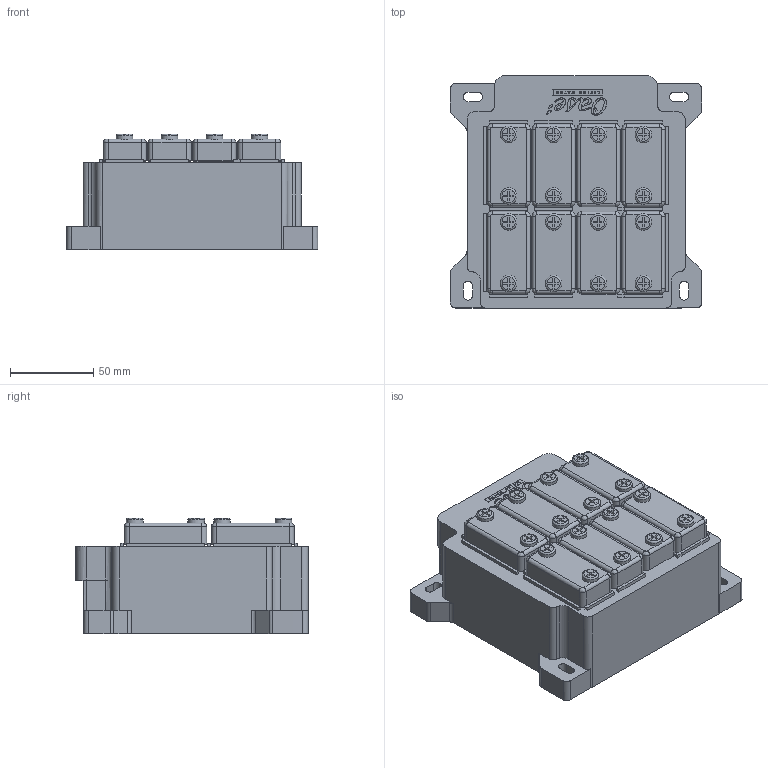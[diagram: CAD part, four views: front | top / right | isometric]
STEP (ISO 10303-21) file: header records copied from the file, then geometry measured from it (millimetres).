
FILE_DESCRIPTION(/* description */ (''),/* implementation_level */ '2;1');
FILE_NAME(/* name */ '70468_Underwater led driver compact.stp',/* time_stamp */ '2019-01-04T10:32:38+01:00',/* author */ ('guzb562'),/* organization */ (''),/* preprocessor_version */ 'ST-DEVELOPER v17.2',/* originating_system */ 'Autodesk Inventor 2019',/* authorisation */ '');
FILE_SCHEMA (('CONFIG_CONTROL_DESIGN'));
Length unit declared in the file: millimetre
Products named in the file (3): 70468_Underwater led driver compact; 70468_led_driver_compact; Stecker_Kappe
Assembly tree (9 placements, depth 2):
  70468_Underwater led driver compact
    70468_led_driver_compact
    Stecker_Kappe  x8
Bounding box: 151.22 x 139.82 x 69.5 mm (x, y, z)
Volume: 964947.6 mm3; surface area: 139220.7 mm2
Topology: 9 solids, 25 shells, 1355 faces, 3377 edges, 2225 vertices
Faces by surface type: plane 841, cylinder 351, bspline 147, torus 16
Full cylindrical faces by diameter (mm): 1.27 x5, 1.4 x17, 1.413 x4, 5.4 x16, 6 x32, 10 x16, 15.767 x1, 19.868 x4, 20.098 x1, 20.165 x1
Entity records: 23765 total; most frequent: CARTESIAN_POINT 8630, ORIENTED_EDGE 3198, DIRECTION 2738, EDGE_CURVE 1599, LINE 1098, VECTOR 1098, VERTEX_POINT 1063, AXIS2_PLACEMENT_3D 820
